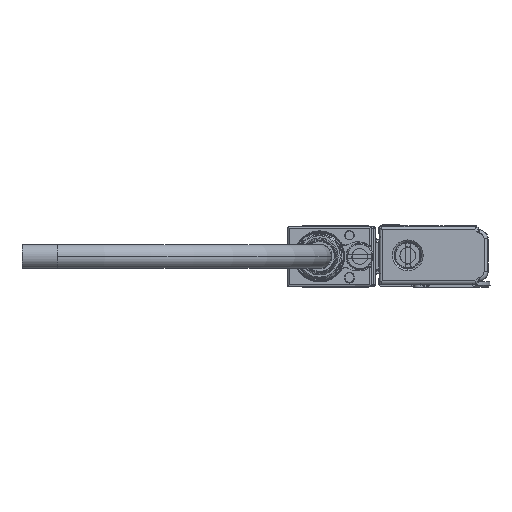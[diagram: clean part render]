
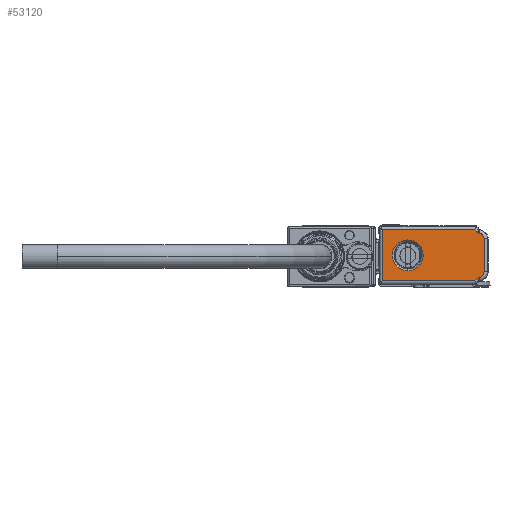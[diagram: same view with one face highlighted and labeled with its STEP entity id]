
A CAD part, left-side view. The second image highlights one B-rep face of the part: STEP entity #53120.
In plain terms, the highlighted planar face has unit normal (-1, 0, 0).
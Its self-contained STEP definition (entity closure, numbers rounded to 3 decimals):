
#53028=AXIS2_PLACEMENT_3D('Plane Axis2P3D',#53025,#53026,#53027) ;
#53052=AXIS2_PLACEMENT_3D('Circle Axis2P3D',#53050,#53051,$) ;
#53066=AXIS2_PLACEMENT_3D('Circle Axis2P3D',#53064,#53065,$) ;
#53096=AXIS2_PLACEMENT_3D('Circle Axis2P3D',#53094,#53095,$) ;
#53105=AXIS2_PLACEMENT_3D('Circle Axis2P3D',#53103,#53104,$) ;
#53112=AXIS2_PLACEMENT_3D('Circle Axis2P3D',#53110,#53111,$) ;
#50529=CARTESIAN_POINT('Vertex',(-456.,30.2,0.2)) ;
#50538=CARTESIAN_POINT('Vertex',(-456.,3.814,0.2)) ;
#50541=CARTESIAN_POINT('Line Origine',(-456.,15.7,0.2)) ;
#50720=CARTESIAN_POINT('Vertex',(-456.,30.2,14.8)) ;
#50723=CARTESIAN_POINT('Line Origine',(-456.,30.2,7.5)) ;
#50818=CARTESIAN_POINT('Vertex',(-456.,3.814,14.8)) ;
#50821=CARTESIAN_POINT('Line Origine',(-456.,15.7,14.8)) ;
#50882=CARTESIAN_POINT('Line Origine',(-456.,1.067,12.053)) ;
#50886=CARTESIAN_POINT('Vertex',(-456.,3.119,14.104)) ;
#53025=CARTESIAN_POINT('Axis2P3D Location',(-456.,0.2,7.5)) ;
#53030=CARTESIAN_POINT('Line Origine',(-456.,3.466,0.548)) ;
#53034=CARTESIAN_POINT('Vertex',(-456.,3.119,0.896)) ;
#53038=CARTESIAN_POINT('Control Point',(-456.,3.119,0.896)) ;
#53039=CARTESIAN_POINT('Control Point',(-456.,3.044,0.97)) ;
#53040=CARTESIAN_POINT('Control Point',(-456.,2.961,1.035)) ;
#53041=CARTESIAN_POINT('Control Point',(-456.,2.87,1.089)) ;
#53042=CARTESIAN_POINT('Control Point',(-456.,2.748,1.142)) ;
#53043=CARTESIAN_POINT('Control Point',(-456.,2.621,1.175)) ;
#53044=CARTESIAN_POINT('Control Point',(-456.,2.596,1.18)) ;
#53045=CARTESIAN_POINT('Control Point',(-456.,2.57,1.185)) ;
#53046=CARTESIAN_POINT('Control Point',(-456.,2.544,1.19)) ;
#53047=CARTESIAN_POINT('Vertex',(-456.,2.544,1.19)) ;
#53050=CARTESIAN_POINT('Axis2P3D Location',(-456.,2.8,2.769)) ;
#53054=CARTESIAN_POINT('Vertex',(-456.,1.2,2.769)) ;
#53057=CARTESIAN_POINT('Line Origine',(-456.,1.2,7.5)) ;
#53061=CARTESIAN_POINT('Vertex',(-456.,1.2,12.231)) ;
#53064=CARTESIAN_POINT('Axis2P3D Location',(-456.,2.8,12.231)) ;
#53068=CARTESIAN_POINT('Vertex',(-456.,2.544,13.81)) ;
#53072=CARTESIAN_POINT('Control Point',(-456.,2.544,13.81)) ;
#53073=CARTESIAN_POINT('Control Point',(-456.,2.648,13.827)) ;
#53074=CARTESIAN_POINT('Control Point',(-456.,2.749,13.857)) ;
#53075=CARTESIAN_POINT('Control Point',(-456.,2.846,13.899)) ;
#53076=CARTESIAN_POINT('Control Point',(-456.,2.96,13.967)) ;
#53077=CARTESIAN_POINT('Control Point',(-456.,3.061,14.05)) ;
#53078=CARTESIAN_POINT('Control Point',(-456.,3.081,14.068)) ;
#53079=CARTESIAN_POINT('Control Point',(-456.,3.1,14.086)) ;
#53080=CARTESIAN_POINT('Control Point',(-456.,3.119,14.104)) ;
#53094=CARTESIAN_POINT('Axis2P3D Location',(-456.,23.,7.5)) ;
#53098=CARTESIAN_POINT('Vertex',(-456.,23.,11.9)) ;
#53100=CARTESIAN_POINT('Vertex',(-456.,23.,3.1)) ;
#53103=CARTESIAN_POINT('Axis2P3D Location',(-456.,23.,7.5)) ;
#53107=CARTESIAN_POINT('Vertex',(-456.,24.895,11.471)) ;
#53110=CARTESIAN_POINT('Axis2P3D Location',(-456.,23.,7.5)) ;
#50542=DIRECTION('Vector Direction',(0.,-1.,0.)) ;
#50724=DIRECTION('Vector Direction',(0.,0.,-1.)) ;
#50822=DIRECTION('Vector Direction',(0.,1.,0.)) ;
#50883=DIRECTION('Vector Direction',(0.,0.707,0.707)) ;
#53026=DIRECTION('Axis2P3D Direction',(1.,0.,0.)) ;
#53027=DIRECTION('Axis2P3D XDirection',(0.,0.,1.)) ;
#53031=DIRECTION('Vector Direction',(0.,-0.707,0.707)) ;
#53051=DIRECTION('Axis2P3D Direction',(1.,0.,0.)) ;
#53058=DIRECTION('Vector Direction',(0.,0.,1.)) ;
#53065=DIRECTION('Axis2P3D Direction',(1.,0.,0.)) ;
#53095=DIRECTION('Axis2P3D Direction',(1.,0.,0.)) ;
#53104=DIRECTION('Axis2P3D Direction',(1.,0.,0.)) ;
#53111=DIRECTION('Axis2P3D Direction',(1.,0.,0.)) ;
#50543=VECTOR('Line Direction',#50542,1.) ;
#50725=VECTOR('Line Direction',#50724,1.) ;
#50823=VECTOR('Line Direction',#50822,1.) ;
#50884=VECTOR('Line Direction',#50883,1.) ;
#53032=VECTOR('Line Direction',#53031,1.) ;
#53059=VECTOR('Line Direction',#53058,1.) ;
#53083=ORIENTED_EDGE('',*,*,#50825,.F.) ;
#53084=ORIENTED_EDGE('',*,*,#50727,.F.) ;
#53085=ORIENTED_EDGE('',*,*,#50545,.F.) ;
#53086=ORIENTED_EDGE('',*,*,#53036,.F.) ;
#53087=ORIENTED_EDGE('',*,*,#53049,.F.) ;
#53088=ORIENTED_EDGE('',*,*,#53056,.F.) ;
#53089=ORIENTED_EDGE('',*,*,#53063,.F.) ;
#53090=ORIENTED_EDGE('',*,*,#53070,.F.) ;
#53091=ORIENTED_EDGE('',*,*,#53081,.F.) ;
#53092=ORIENTED_EDGE('',*,*,#50888,.F.) ;
#53116=ORIENTED_EDGE('',*,*,#53102,.T.) ;
#53117=ORIENTED_EDGE('',*,*,#53109,.T.) ;
#53118=ORIENTED_EDGE('',*,*,#53114,.T.) ;
#53119=FACE_BOUND('',#53115,.T.) ;
#53120=ADVANCED_FACE('Brep With Voids',(#53093,#53119),#53029,.F.) ;
#53037=B_SPLINE_CURVE_WITH_KNOTS('',5,(#53038,#53039,#53040,#53041,#53042,#53043,#53044,#53045,#53046),.UNSPECIFIED.,.F.,.U.,(6,3,6),(0.,0.743,0.929),.UNSPECIFIED.) ;
#53071=B_SPLINE_CURVE_WITH_KNOTS('',5,(#53072,#53073,#53074,#53075,#53076,#53077,#53078,#53079,#53080),.UNSPECIFIED.,.F.,.U.,(6,3,6),(0.,0.743,0.929),.UNSPECIFIED.) ;
#53053=CIRCLE('generated circle',#53052,1.6) ;
#53067=CIRCLE('generated circle',#53066,1.6) ;
#53097=CIRCLE('generated circle',#53096,4.4) ;
#53106=CIRCLE('generated circle',#53105,4.4) ;
#53113=CIRCLE('generated circle',#53112,4.4) ;
#50545=EDGE_CURVE('',#50539,#50530,#50544,.F.) ;
#50727=EDGE_CURVE('',#50530,#50721,#50726,.F.) ;
#50825=EDGE_CURVE('',#50721,#50819,#50824,.F.) ;
#50888=EDGE_CURVE('',#50819,#50887,#50885,.F.) ;
#53036=EDGE_CURVE('',#53035,#50539,#53033,.F.) ;
#53049=EDGE_CURVE('',#53048,#53035,#53037,.F.) ;
#53056=EDGE_CURVE('',#53055,#53048,#53053,.T.) ;
#53063=EDGE_CURVE('',#53062,#53055,#53060,.F.) ;
#53070=EDGE_CURVE('',#53069,#53062,#53067,.T.) ;
#53081=EDGE_CURVE('',#50887,#53069,#53071,.F.) ;
#53102=EDGE_CURVE('',#53099,#53101,#53097,.T.) ;
#53109=EDGE_CURVE('',#53101,#53108,#53106,.T.) ;
#53114=EDGE_CURVE('',#53108,#53099,#53113,.T.) ;
#53082=EDGE_LOOP('',(#53083,#53084,#53085,#53086,#53087,#53088,#53089,#53090,#53091,#53092)) ;
#53115=EDGE_LOOP('',(#53116,#53117,#53118)) ;
#53093=FACE_OUTER_BOUND('',#53082,.T.) ;
#50544=LINE('Line',#50541,#50543) ;
#50726=LINE('Line',#50723,#50725) ;
#50824=LINE('Line',#50821,#50823) ;
#50885=LINE('Line',#50882,#50884) ;
#53033=LINE('Line',#53030,#53032) ;
#53060=LINE('Line',#53057,#53059) ;
#53029=PLANE('Plane',#53028) ;
#50530=VERTEX_POINT('',#50529) ;
#50539=VERTEX_POINT('',#50538) ;
#50721=VERTEX_POINT('',#50720) ;
#50819=VERTEX_POINT('',#50818) ;
#50887=VERTEX_POINT('',#50886) ;
#53035=VERTEX_POINT('',#53034) ;
#53048=VERTEX_POINT('',#53047) ;
#53055=VERTEX_POINT('',#53054) ;
#53062=VERTEX_POINT('',#53061) ;
#53069=VERTEX_POINT('',#53068) ;
#53099=VERTEX_POINT('',#53098) ;
#53101=VERTEX_POINT('',#53100) ;
#53108=VERTEX_POINT('',#53107) ;
